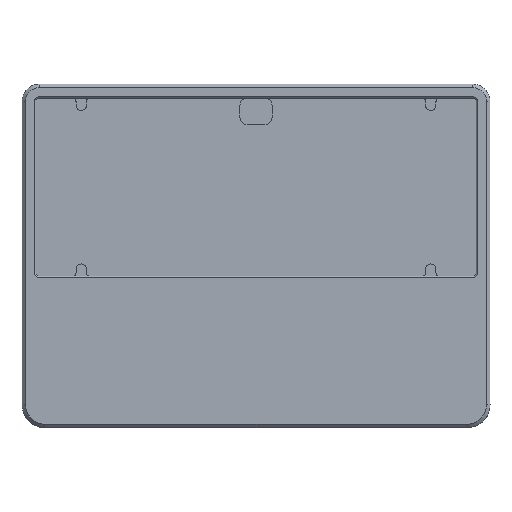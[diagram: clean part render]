
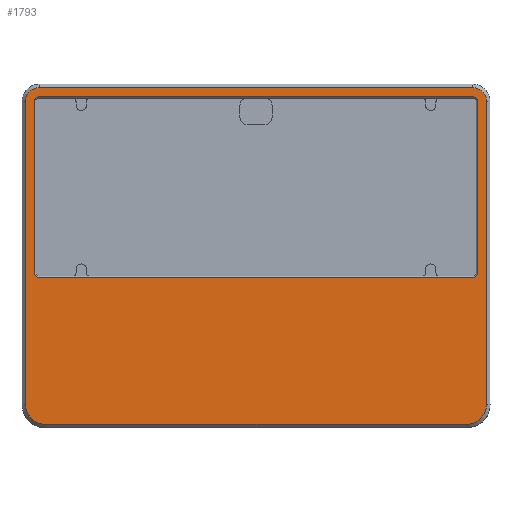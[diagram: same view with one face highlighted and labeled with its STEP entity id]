
A CAD part, top view. The second image highlights one B-rep face of the part: STEP entity #1793.
In plain terms, the highlighted planar face has unit normal (0, 0, 1).
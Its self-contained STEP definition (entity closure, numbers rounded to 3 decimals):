
#40=FACE_BOUND('',#271,.T.);
#92=PLANE('',#1909);
#165=FACE_OUTER_BOUND('',#270,.T.);
#270=EDGE_LOOP('',(#1378,#1379,#1380,#1381,#1382,#1383,#1384,#1385));
#271=EDGE_LOOP('',(#1386,#1387,#1388,#1389,#1390,#1391,#1392,#1393));
#351=CIRCLE('',#1895,6.);
#353=CIRCLE('',#1899,8.5);
#355=CIRCLE('',#1903,8.5);
#356=CIRCLE('',#1906,6.);
#357=CIRCLE('',#1910,2.);
#358=CIRCLE('',#1911,2.);
#359=CIRCLE('',#1912,2.);
#360=CIRCLE('',#1913,2.);
#460=LINE('',#2921,#640);
#464=LINE('',#2931,#644);
#468=LINE('',#2943,#648);
#472=LINE('',#2954,#652);
#476=LINE('',#2965,#656);
#477=LINE('',#2969,#657);
#478=LINE('',#2973,#658);
#479=LINE('',#2977,#659);
#640=VECTOR('',#2146,10.);
#644=VECTOR('',#2156,10.);
#648=VECTOR('',#2168,10.);
#652=VECTOR('',#2180,10.);
#656=VECTOR('',#2194,10.);
#657=VECTOR('',#2197,10.);
#658=VECTOR('',#2200,10.);
#659=VECTOR('',#2203,10.);
#820=VERTEX_POINT('',#2918);
#821=VERTEX_POINT('',#2920);
#822=VERTEX_POINT('',#2924);
#824=VERTEX_POINT('',#2929);
#826=VERTEX_POINT('',#2936);
#828=VERTEX_POINT('',#2941);
#830=VERTEX_POINT('',#2948);
#831=VERTEX_POINT('',#2952);
#832=VERTEX_POINT('',#2963);
#833=VERTEX_POINT('',#2964);
#834=VERTEX_POINT('',#2966);
#835=VERTEX_POINT('',#2968);
#836=VERTEX_POINT('',#2970);
#837=VERTEX_POINT('',#2972);
#838=VERTEX_POINT('',#2974);
#839=VERTEX_POINT('',#2976);
#1016=EDGE_CURVE('',#820,#821,#460,.T.);
#1019=EDGE_CURVE('',#822,#820,#351,.T.);
#1021=EDGE_CURVE('',#824,#822,#464,.T.);
#1025=EDGE_CURVE('',#826,#824,#353,.T.);
#1027=EDGE_CURVE('',#828,#826,#468,.T.);
#1031=EDGE_CURVE('',#830,#828,#355,.T.);
#1033=EDGE_CURVE('',#831,#830,#472,.T.);
#1035=EDGE_CURVE('',#821,#831,#356,.T.);
#1038=EDGE_CURVE('',#832,#833,#476,.T.);
#1039=EDGE_CURVE('',#834,#832,#357,.T.);
#1040=EDGE_CURVE('',#835,#834,#477,.T.);
#1041=EDGE_CURVE('',#836,#835,#358,.T.);
#1042=EDGE_CURVE('',#837,#836,#478,.T.);
#1043=EDGE_CURVE('',#838,#837,#359,.T.);
#1044=EDGE_CURVE('',#839,#838,#479,.T.);
#1045=EDGE_CURVE('',#833,#839,#360,.T.);
#1378=ORIENTED_EDGE('',*,*,#1016,.F.);
#1379=ORIENTED_EDGE('',*,*,#1019,.F.);
#1380=ORIENTED_EDGE('',*,*,#1021,.F.);
#1381=ORIENTED_EDGE('',*,*,#1025,.F.);
#1382=ORIENTED_EDGE('',*,*,#1027,.F.);
#1383=ORIENTED_EDGE('',*,*,#1031,.F.);
#1384=ORIENTED_EDGE('',*,*,#1033,.F.);
#1385=ORIENTED_EDGE('',*,*,#1035,.F.);
#1386=ORIENTED_EDGE('',*,*,#1038,.F.);
#1387=ORIENTED_EDGE('',*,*,#1039,.F.);
#1388=ORIENTED_EDGE('',*,*,#1040,.F.);
#1389=ORIENTED_EDGE('',*,*,#1041,.F.);
#1390=ORIENTED_EDGE('',*,*,#1042,.F.);
#1391=ORIENTED_EDGE('',*,*,#1043,.F.);
#1392=ORIENTED_EDGE('',*,*,#1044,.F.);
#1393=ORIENTED_EDGE('',*,*,#1045,.F.);
#1793=ADVANCED_FACE('',(#165,#40),#92,.T.);
#1895=AXIS2_PLACEMENT_3D('',#2926,#2151,#2152);
#1899=AXIS2_PLACEMENT_3D('',#2938,#2163,#2164);
#1903=AXIS2_PLACEMENT_3D('',#2950,#2175,#2176);
#1906=AXIS2_PLACEMENT_3D('',#2957,#2184,#2185);
#1909=AXIS2_PLACEMENT_3D('',#2962,#2192,#2193);
#1910=AXIS2_PLACEMENT_3D('',#2967,#2195,#2196);
#1911=AXIS2_PLACEMENT_3D('',#2971,#2198,#2199);
#1912=AXIS2_PLACEMENT_3D('',#2975,#2201,#2202);
#1913=AXIS2_PLACEMENT_3D('',#2978,#2204,#2205);
#2146=DIRECTION('',(1.,0.,0.));
#2151=DIRECTION('center_axis',(0.,0.,-1.));
#2152=DIRECTION('ref_axis',(0.,1.,0.));
#2156=DIRECTION('',(0.,1.,0.));
#2163=DIRECTION('center_axis',(0.,0.,-1.));
#2164=DIRECTION('ref_axis',(-0.707,-0.707,0.));
#2168=DIRECTION('',(-1.,0.,0.));
#2175=DIRECTION('center_axis',(0.,0.,-1.));
#2176=DIRECTION('ref_axis',(0.707,-0.707,0.));
#2180=DIRECTION('',(0.,-1.,0.));
#2184=DIRECTION('center_axis',(0.,0.,-1.));
#2185=DIRECTION('ref_axis',(1.,0.,0.));
#2192=DIRECTION('center_axis',(0.,0.,1.));
#2193=DIRECTION('ref_axis',(1.,0.,0.));
#2194=DIRECTION('',(-1.,0.,0.));
#2195=DIRECTION('center_axis',(0.,0.,1.));
#2196=DIRECTION('ref_axis',(1.,0.,0.));
#2197=DIRECTION('',(0.,1.,0.));
#2198=DIRECTION('center_axis',(0.,0.,1.));
#2199=DIRECTION('ref_axis',(0.,-1.,0.));
#2200=DIRECTION('',(1.,0.,0.));
#2201=DIRECTION('center_axis',(0.,0.,1.));
#2202=DIRECTION('ref_axis',(-1.,0.,0.));
#2203=DIRECTION('',(0.,-1.,0.));
#2204=DIRECTION('center_axis',(0.,0.,1.));
#2205=DIRECTION('ref_axis',(0.,1.,0.));
#2918=CARTESIAN_POINT('',(-94.5,43.35,10.5));
#2920=CARTESIAN_POINT('',(94.5,43.35,10.5));
#2921=CARTESIAN_POINT('',(47.25,43.35,10.5));
#2924=CARTESIAN_POINT('',(-100.5,37.35,10.5));
#2926=CARTESIAN_POINT('Origin',(-94.5,37.35,10.5));
#2929=CARTESIAN_POINT('',(-100.5,-94.85,10.5));
#2931=CARTESIAN_POINT('',(-100.5,18.675,10.5));
#2936=CARTESIAN_POINT('',(-92.,-103.35,10.5));
#2938=CARTESIAN_POINT('Origin',(-92.,-94.85,10.5));
#2941=CARTESIAN_POINT('',(92.,-103.35,10.5));
#2943=CARTESIAN_POINT('',(-51.,-103.35,10.5));
#2948=CARTESIAN_POINT('',(100.5,-94.85,10.5));
#2950=CARTESIAN_POINT('Origin',(92.,-94.85,10.5));
#2952=CARTESIAN_POINT('',(100.5,37.35,10.5));
#2954=CARTESIAN_POINT('',(100.5,-22.425,10.5));
#2957=CARTESIAN_POINT('Origin',(94.5,37.35,10.5));
#2962=CARTESIAN_POINT('Origin',(0.,0.,
10.5));
#2963=CARTESIAN_POINT('',(94.5,39.35,10.5));
#2964=CARTESIAN_POINT('',(-94.5,39.35,10.5));
#2965=CARTESIAN_POINT('',(-47.25,39.35,10.5));
#2966=CARTESIAN_POINT('',(96.5,37.35,10.5));
#2967=CARTESIAN_POINT('Origin',(94.5,37.35,10.5));
#2968=CARTESIAN_POINT('',(96.5,-37.35,10.5));
#2969=CARTESIAN_POINT('',(96.5,18.675,10.5));
#2970=CARTESIAN_POINT('',(94.5,-39.35,10.5));
#2971=CARTESIAN_POINT('Origin',(94.5,-37.35,10.5));
#2972=CARTESIAN_POINT('',(-94.5,-39.35,10.5));
#2973=CARTESIAN_POINT('',(47.25,-39.35,10.5));
#2974=CARTESIAN_POINT('',(-96.5,-37.35,10.5));
#2975=CARTESIAN_POINT('Origin',(-94.5,-37.35,10.5));
#2976=CARTESIAN_POINT('',(-96.5,37.35,10.5));
#2977=CARTESIAN_POINT('',(-96.5,-18.675,10.5));
#2978=CARTESIAN_POINT('Origin',(-94.5,37.35,10.5));
